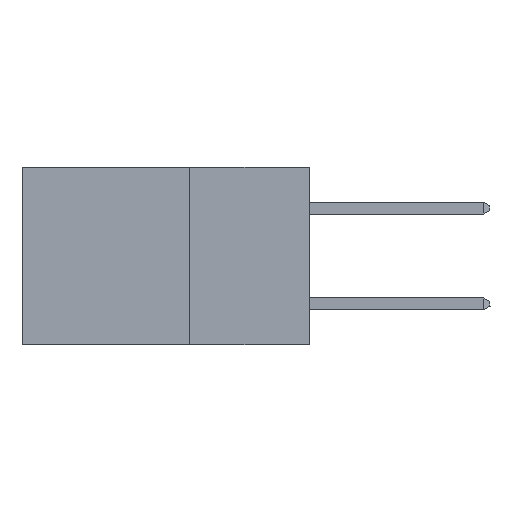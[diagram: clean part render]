
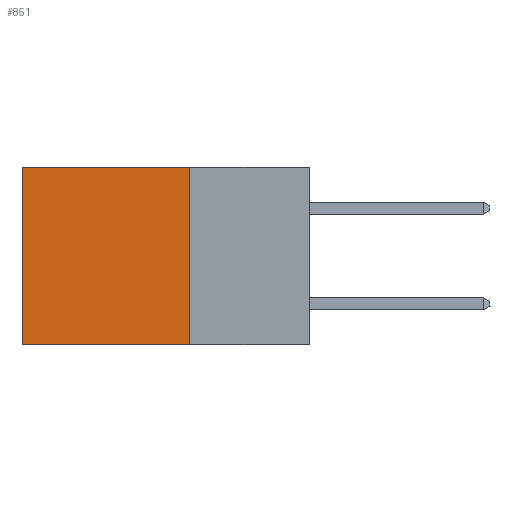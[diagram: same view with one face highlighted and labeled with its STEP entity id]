
A CAD part, left-side view. The second image highlights one B-rep face of the part: STEP entity #851.
In plain terms, the highlighted planar face has unit normal (-1, 0, 0).
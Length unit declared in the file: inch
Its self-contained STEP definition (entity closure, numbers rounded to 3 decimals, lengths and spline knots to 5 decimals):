
#836 = ORIENTED_EDGE ( 'NONE', *, *, #20661, .F. ) ;
#851 = ADVANCED_FACE ( 'NONE', ( #21196 ), #7293, .F. ) ;
#1032 = CARTESIAN_POINT ( 'NONE',  ( 0.2875, 0.6, -0.37 ) ) ;
#1047 = CARTESIAN_POINT ( 'NONE',  ( 0.2875, 0.25, -0.37 ) ) ;
#1788 = AXIS2_PLACEMENT_3D ( 'NONE', #15941, #17931, #11648 ) ;
#2760 = CARTESIAN_POINT ( 'NONE',  ( 0.2875, 0.6, 0. ) ) ;
#3202 = VERTEX_POINT ( 'NONE', #5552 ) ;
#4261 = CARTESIAN_POINT ( 'NONE',  ( 0.2875, 0.25, 0. ) ) ;
#4345 = DIRECTION ( 'NONE',  ( 0., 1., 0. ) ) ;
#4860 = DIRECTION ( 'NONE',  ( 0., 0., -1. ) ) ;
#5552 = CARTESIAN_POINT ( 'NONE',  ( 0.2875, 0.25, 0. ) ) ;
#6489 = ORIENTED_EDGE ( 'NONE', *, *, #20575, .T. ) ;
#7293 = PLANE ( 'NONE',  #1788 ) ;
#8352 = ORIENTED_EDGE ( 'NONE', *, *, #17284, .F. ) ;
#9437 = VERTEX_POINT ( 'NONE', #16406 ) ;
#10434 = VECTOR ( 'NONE', #18247, 39.37008 ) ;
#11348 = VERTEX_POINT ( 'NONE', #11986 ) ;
#11462 = LINE ( 'NONE', #2760, #25565 ) ;
#11648 = DIRECTION ( 'NONE',  ( 0., 0., -1. ) ) ;
#11986 = CARTESIAN_POINT ( 'NONE',  ( 0.2875, 0.25, -0.37 ) ) ;
#15941 = CARTESIAN_POINT ( 'NONE',  ( 0.2875, 0.25, 0. ) ) ;
#16297 = VECTOR ( 'NONE', #22362, 39.37008 ) ;
#16406 = CARTESIAN_POINT ( 'NONE',  ( 0.2875, 0.6, 0. ) ) ;
#17284 = EDGE_CURVE ( 'NONE', #11348, #19456, #24021, .T. ) ;
#17811 = LINE ( 'NONE', #26887, #10434 ) ;
#17931 = DIRECTION ( 'NONE',  ( 1., 0., 0. ) ) ;
#18247 = DIRECTION ( 'NONE',  ( 0., 0., -1. ) ) ;
#18844 = VECTOR ( 'NONE', #4345, 39.37008 ) ;
#19138 = EDGE_CURVE ( 'NONE', #3202, #9437, #22223, .T. ) ;
#19456 = VERTEX_POINT ( 'NONE', #1032 ) ;
#20575 = EDGE_CURVE ( 'NONE', #9437, #19456, #11462, .T. ) ;
#20661 = EDGE_CURVE ( 'NONE', #3202, #11348, #17811, .T. ) ;
#21196 = FACE_OUTER_BOUND ( 'NONE', #21996, .T. ) ;
#21996 = EDGE_LOOP ( 'NONE', ( #6489, #8352, #836, #26835 ) ) ;
#22223 = LINE ( 'NONE', #4261, #18844 ) ;
#22362 = DIRECTION ( 'NONE',  ( 0., 1., 0. ) ) ;
#24021 = LINE ( 'NONE', #1047, #16297 ) ;
#25565 = VECTOR ( 'NONE', #4860, 39.37008 ) ;
#26835 = ORIENTED_EDGE ( 'NONE', *, *, #19138, .T. ) ;
#26887 = CARTESIAN_POINT ( 'NONE',  ( 0.2875, 0.25, 0. ) ) ;
